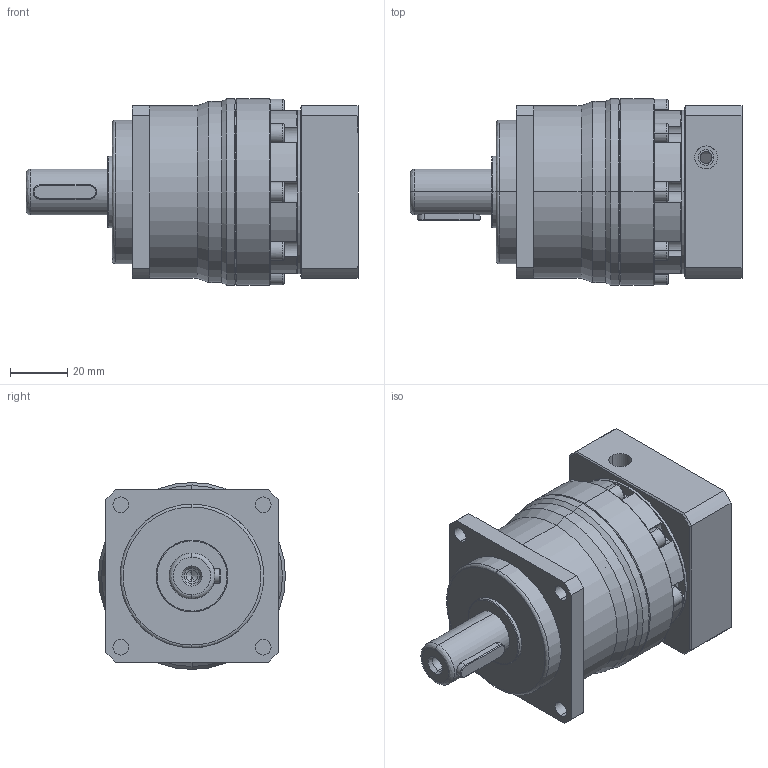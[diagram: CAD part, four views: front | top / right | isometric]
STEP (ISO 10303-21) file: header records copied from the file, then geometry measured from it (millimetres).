
FILE_DESCRIPTION (( 'STEP AP214' ), '1' );
FILE_NAME ('PB060-L1-8-30-45M3.STEP', '2022-02-12T06:23:15', ( 'admin' ), ( '' ), 'SwSTEP 2.0', 'SolidWorks 2013', '' );
FILE_SCHEMA (( 'AUTOMOTIVE_DESIGN' ));
Length unit declared in the file: millimetre
Products named in the file (5): PB060_X2_58F34F537AEF_X0_-14; PB060_X2_8F9351FA7AEF_X0_; PB060-L1-8-30-45M3; 14_X2_8F6C_X0_8; 60_X2_8F9351656CD55170_X0_-30-45M3
Assembly tree (4 placements, depth 2):
  PB060-L1-8-30-45M3
    PB060_X2_8F9351FA7AEF_X0_
    PB060_X2_58F34F537AEF_X0_-14
    60_X2_8F9351656CD55170_X0_-30-45M3
    14_X2_8F6C_X0_8
Bounding box: 115.5 x 65 x 65 mm (x, y, z)
Volume: 244904.2 mm3; surface area: 58685.4 mm2
Topology: 4 solids, 5 shells, 620 faces, 1476 edges, 888 vertices
Faces by surface type: plane 240, cylinder 216, cone 118, bspline 46
Entity records: 25803 total; most frequent: CARTESIAN_POINT 4725, DIRECTION 3009, ORIENTED_EDGE 2844, EDGE_CURVE 1422, AXIS2_PLACEMENT_3D 1126, VERTEX_POINT 888, VECTOR 757, LINE 757
